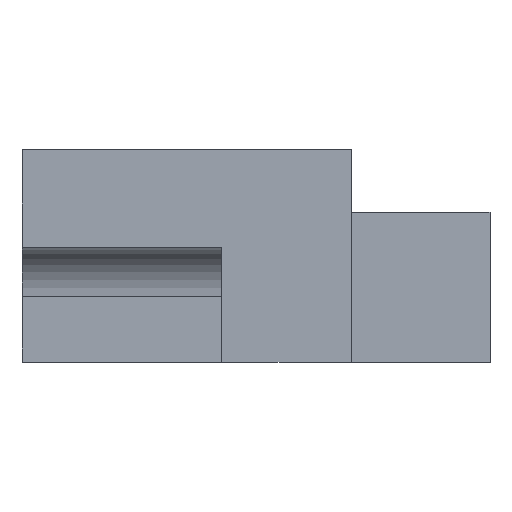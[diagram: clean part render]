
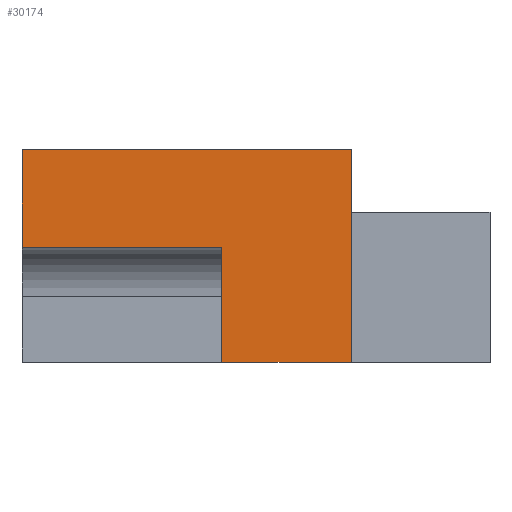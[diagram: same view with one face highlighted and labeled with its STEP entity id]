
A CAD part, left-side view. The second image highlights one B-rep face of the part: STEP entity #30174.
In plain terms, the highlighted planar face has unit normal (-1, 0, 0).
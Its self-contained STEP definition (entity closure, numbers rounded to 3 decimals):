
#799 = ORIENTED_EDGE ( 'NONE', *, *, #16427, .F. ) ;
#907 = EDGE_CURVE ( 'NONE', #5714, #15417, #30144, .T. ) ;
#938 = DIRECTION ( 'NONE',  ( 0., 1., 0. ) ) ;
#2571 = CARTESIAN_POINT ( 'NONE',  ( 0., 8.255, -6.172 ) ) ;
#3023 = LINE ( 'NONE', #28248, #8779 ) ;
#3967 = CARTESIAN_POINT ( 'NONE',  ( 0., 20.955, -13.487 ) ) ;
#4076 = CARTESIAN_POINT ( 'NONE',  ( 0., 0., 0. ) ) ;
#4605 = VERTEX_POINT ( 'NONE', #24371 ) ;
#4894 = CARTESIAN_POINT ( 'NONE',  ( 0., 20.955, -6.172 ) ) ;
#5253 = EDGE_CURVE ( 'NONE', #27678, #4605, #8578, .T. ) ;
#5714 = VERTEX_POINT ( 'NONE', #15699 ) ;
#6099 = CARTESIAN_POINT ( 'NONE',  ( 0., -8.814, -13.487 ) ) ;
#6774 = CARTESIAN_POINT ( 'NONE',  ( 0., 0., 0. ) ) ;
#7668 = CARTESIAN_POINT ( 'NONE',  ( 0., 8.255, -13.487 ) ) ;
#8578 = LINE ( 'NONE', #3967, #30029 ) ;
#8779 = VECTOR ( 'NONE', #27925, 1000. ) ;
#10749 = ORIENTED_EDGE ( 'NONE', *, *, #907, .F. ) ;
#10960 = EDGE_CURVE ( 'NONE', #4605, #18497, #23182, .T. ) ;
#12551 = EDGE_LOOP ( 'NONE', ( #10749, #799, #19077, #18261, #29435, #20176 ) ) ;
#12669 = DIRECTION ( 'NONE',  ( 0., -1., 0. ) ) ;
#12902 = VECTOR ( 'NONE', #28606, 1000. ) ;
#13681 = LINE ( 'NONE', #4076, #12902 ) ;
#15131 = VECTOR ( 'NONE', #12669, 1000. ) ;
#15417 = VERTEX_POINT ( 'NONE', #7668 ) ;
#15699 = CARTESIAN_POINT ( 'NONE',  ( 0., 0., -13.487 ) ) ;
#16427 = EDGE_CURVE ( 'NONE', #18497, #5714, #13681, .T. ) ;
#18261 = ORIENTED_EDGE ( 'NONE', *, *, #5253, .F. ) ;
#18480 = CARTESIAN_POINT ( 'NONE',  ( 0., 0., 0. ) ) ;
#18497 = VERTEX_POINT ( 'NONE', #18480 ) ;
#18524 = DIRECTION ( 'NONE',  ( 0., 0., 1. ) ) ;
#18891 = DIRECTION ( 'NONE',  ( 1., 0., 0. ) ) ;
#19002 = PLANE ( 'NONE',  #29143 ) ;
#19077 = ORIENTED_EDGE ( 'NONE', *, *, #10960, .F. ) ;
#20176 = ORIENTED_EDGE ( 'NONE', *, *, #27913, .F. ) ;
#20772 = DIRECTION ( 'NONE',  ( 0., 0., 1. ) ) ;
#20884 = CARTESIAN_POINT ( 'NONE',  ( 0., 8.255, -13.487 ) ) ;
#21536 = LINE ( 'NONE', #20884, #27283 ) ;
#23182 = LINE ( 'NONE', #27421, #15131 ) ;
#23265 = VECTOR ( 'NONE', #938, 1000. ) ;
#24371 = CARTESIAN_POINT ( 'NONE',  ( 0., 20.955, 0. ) ) ;
#27198 = VERTEX_POINT ( 'NONE', #2571 ) ;
#27283 = VECTOR ( 'NONE', #20772, 1000. ) ;
#27421 = CARTESIAN_POINT ( 'NONE',  ( 0., 11.506, 0. ) ) ;
#27678 = VERTEX_POINT ( 'NONE', #4894 ) ;
#27913 = EDGE_CURVE ( 'NONE', #15417, #27198, #21536, .T. ) ;
#27925 = DIRECTION ( 'NONE',  ( 0., 1., 0. ) ) ;
#28248 = CARTESIAN_POINT ( 'NONE',  ( 0., 8.255, -6.172 ) ) ;
#28606 = DIRECTION ( 'NONE',  ( 0., 0., -1. ) ) ;
#28645 = DIRECTION ( 'NONE',  ( 0., 0., -1. ) ) ;
#29143 = AXIS2_PLACEMENT_3D ( 'NONE', #6774, #18891, #28645 ) ;
#29435 = ORIENTED_EDGE ( 'NONE', *, *, #29513, .F. ) ;
#29513 = EDGE_CURVE ( 'NONE', #27198, #27678, #3023, .T. ) ;
#30029 = VECTOR ( 'NONE', #18524, 1000. ) ;
#30144 = LINE ( 'NONE', #6099, #23265 ) ;
#30174 = ADVANCED_FACE ( 'NONE', ( #30958 ), #19002, .F. ) ;
#30958 = FACE_OUTER_BOUND ( 'NONE', #12551, .T. ) ;
